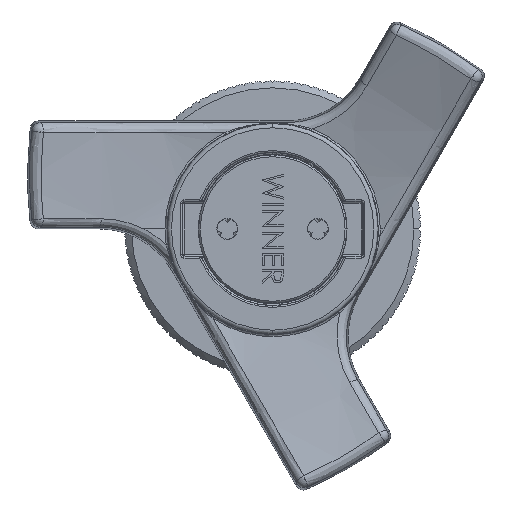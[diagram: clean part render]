
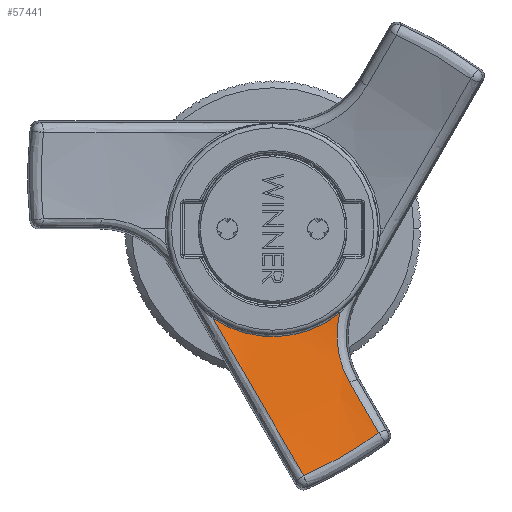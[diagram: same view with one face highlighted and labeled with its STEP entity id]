
A CAD part, left-side view. The second image highlights one B-rep face of the part: STEP entity #57441.
In plain terms, the highlighted spherical face has radius 70 mm.
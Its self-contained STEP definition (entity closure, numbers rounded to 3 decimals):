
#429 = CARTESIAN_POINT ( 'NONE',  ( -38.829, -9.091, -18.152 ) ) ;
#2689 = CARTESIAN_POINT ( 'NONE',  ( -36.987, -7.927, -9.961 ) ) ;
#4472 = B_SPLINE_CURVE_WITH_KNOTS ( 'NONE', 3,
 ( #26163, #40909, #49234, #49553, #63898, #71229, #20390, #48272, #92705, #71550, #19128, #92079, #92393, #41234 ),
 .UNSPECIFIED., .F., .F.,
 ( 4, 2, 2, 2, 2, 2, 4 ),
 ( 0., 0.002, 0.004, 0.005, 0.007, 0.008, 0.009 ),
 .UNSPECIFIED. ) ;
#7457 = FACE_OUTER_BOUND ( 'NONE', #11992, .T. ) ;
#8211 = ORIENTED_EDGE ( 'NONE', *, *, #84906, .T. ) ;
#8649 = CARTESIAN_POINT ( 'NONE',  ( -42.301, -3.676, -29.186 ) ) ;
#9409 = VERTEX_POINT ( 'NONE', #23566 ) ;
#9840 = CARTESIAN_POINT ( 'NONE',  ( -41.514, -9.754, -26.103 ) ) ;
#11992 = EDGE_LOOP ( 'NONE', ( #26095, #8211, #79918, #16181, #55831 ) ) ;
#15901 = VERTEX_POINT ( 'NONE', #2689 ) ;
#16181 = ORIENTED_EDGE ( 'NONE', *, *, #21552, .T. ) ;
#17297 = VERTEX_POINT ( 'NONE', #74717 ) ;
#18153 = CARTESIAN_POINT ( 'NONE',  ( -36.987, 7.053, -10.597 ) ) ;
#18162 = B_SPLINE_CURVE_WITH_KNOTS ( 'NONE', 3,
 ( #30143, #60204, #29822, #29508, #22137, #66585, #88675, #8649 ),
 .UNSPECIFIED., .F., .F.,
 ( 4, 2, 2, 4 ),
 ( 0.007, 0.013, 0.018, 0.029 ),
 .UNSPECIFIED. ) ;
#19128 = CARTESIAN_POINT ( 'NONE',  ( -37.177, -7.668, -11.377 ) ) ;
#20390 = CARTESIAN_POINT ( 'NONE',  ( -37.56, -7.636, -13.504 ) ) ;
#21552 = EDGE_CURVE ( 'NONE', #9409, #17297, #94941, .T. ) ;
#22137 = CARTESIAN_POINT ( 'NONE',  ( -38.336, 2.478, -18.524 ) ) ;
#23566 = CARTESIAN_POINT ( 'NONE',  ( -42.301, -3.676, -29.186 ) ) ;
#24891 = CARTESIAN_POINT ( 'NONE',  ( -41.849, -6.783, -27.812 ) ) ;
#26095 = ORIENTED_EDGE ( 'NONE', *, *, #53000, .T. ) ;
#26163 = CARTESIAN_POINT ( 'NONE',  ( -38.829, -9.091, -18.152 ) ) ;
#29508 = CARTESIAN_POINT ( 'NONE',  ( -37.963, 3.385, -16.953 ) ) ;
#29608 = CARTESIAN_POINT ( 'NONE',  ( -40.357, -11.399, -22.149 ) ) ;
#29822 = CARTESIAN_POINT ( 'NONE',  ( -37.365, 5.21, -13.791 ) ) ;
#30143 = CARTESIAN_POINT ( 'NONE',  ( -36.987, 7.053, -10.597 ) ) ;
#31267 = DIRECTION ( 'NONE',  ( 0., 0., 1. ) ) ;
#31344 = CARTESIAN_POINT ( 'NONE',  ( -42.301, -3.676, -29.186 ) ) ;
#32555 = AXIS2_PLACEMENT_3D ( 'NONE', #33094, #84245, #84553 ) ;
#33094 = CARTESIAN_POINT ( 'NONE',  ( -36.987, 0., 0. ) ) ;
#40909 = CARTESIAN_POINT ( 'NONE',  ( -38.617, -8.741, -17.548 ) ) ;
#41234 = CARTESIAN_POINT ( 'NONE',  ( -36.987, -7.927, -9.961 ) ) ;
#43894 = B_SPLINE_CURVE_WITH_KNOTS ( 'NONE', 3,
 ( #57819, #29608, #73698, #429 ),
 .UNSPECIFIED., .F., .F.,
 ( 4, 4 ),
 ( 0., 0.007 ),
 .UNSPECIFIED. ) ;
#44135 = SPHERICAL_SURFACE ( 'NONE', #71027, 70. ) ;
#45071 = VERTEX_POINT ( 'NONE', #18153 ) ;
#46682 = CARTESIAN_POINT ( 'NONE',  ( -41.299, -12.52, -24.09 ) ) ;
#46692 = EDGE_CURVE ( 'NONE', #17297, #59267, #43894, .T. ) ;
#48272 = CARTESIAN_POINT ( 'NONE',  ( -37.419, -7.601, -12.795 ) ) ;
#49234 = CARTESIAN_POINT ( 'NONE',  ( -38.416, -8.449, -16.908 ) ) ;
#49553 = CARTESIAN_POINT ( 'NONE',  ( -38.044, -7.991, -15.592 ) ) ;
#53000 = EDGE_CURVE ( 'NONE', #59267, #15901, #4472, .T. ) ;
#53662 = DIRECTION ( 'NONE',  ( 0., 1., 0. ) ) ;
#55831 = ORIENTED_EDGE ( 'NONE', *, *, #46692, .T. ) ;
#57441 = ADVANCED_FACE ( 'NONE', ( #7457 ), #44135, .F. ) ;
#57819 = CARTESIAN_POINT ( 'NONE',  ( -41.299, -12.52, -24.09 ) ) ;
#59267 = VERTEX_POINT ( 'NONE', #91015 ) ;
#60204 = CARTESIAN_POINT ( 'NONE',  ( -37.139, 6.131, -12.195 ) ) ;
#63898 = CARTESIAN_POINT ( 'NONE',  ( -37.872, -7.824, -14.913 ) ) ;
#66585 = CARTESIAN_POINT ( 'NONE',  ( -39.672, -0.22, -23.198 ) ) ;
#67692 = CARTESIAN_POINT ( 'NONE',  ( -105.82, 0., 0. ) ) ;
#71027 = AXIS2_PLACEMENT_3D ( 'NONE', #67692, #31267, #53662 ) ;
#71229 = CARTESIAN_POINT ( 'NONE',  ( -37.635, -7.67, -13.86 ) ) ;
#71550 = CARTESIAN_POINT ( 'NONE',  ( -37.233, -7.634, -11.732 ) ) ;
#73698 = CARTESIAN_POINT ( 'NONE',  ( -39.532, -10.254, -20.167 ) ) ;
#74717 = CARTESIAN_POINT ( 'NONE',  ( -41.299, -12.52, -24.09 ) ) ;
#79918 = ORIENTED_EDGE ( 'NONE', *, *, #92513, .T. ) ;
#84245 = DIRECTION ( 'NONE',  ( 1., 0., 0. ) ) ;
#84553 = DIRECTION ( 'NONE',  ( 0., 0., 1. ) ) ;
#84906 = EDGE_CURVE ( 'NONE', #15901, #45071, #90366, .T. ) ;
#88675 = CARTESIAN_POINT ( 'NONE',  ( -40.845, -1.971, -26.233 ) ) ;
#90366 = CIRCLE ( 'NONE', #32555, 12.73 ) ;
#91015 = CARTESIAN_POINT ( 'NONE',  ( -38.829, -9.091, -18.152 ) ) ;
#92079 = CARTESIAN_POINT ( 'NONE',  ( -37.075, -7.771, -10.668 ) ) ;
#92393 = CARTESIAN_POINT ( 'NONE',  ( -37.028, -7.84, -10.311 ) ) ;
#92513 = EDGE_CURVE ( 'NONE', #45071, #9409, #18162, .T. ) ;
#92705 = CARTESIAN_POINT ( 'NONE',  ( -37.354, -7.601, -12.441 ) ) ;
#94941 = B_SPLINE_CURVE_WITH_KNOTS ( 'NONE', 3,
 ( #31344, #24891, #9840, #46682 ),
 .UNSPECIFIED., .F., .F.,
 ( 4, 4 ),
 ( 0., 0.01 ),
 .UNSPECIFIED. ) ;
